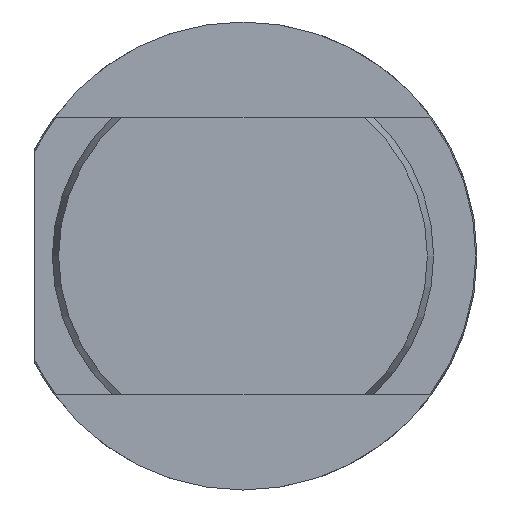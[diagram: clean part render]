
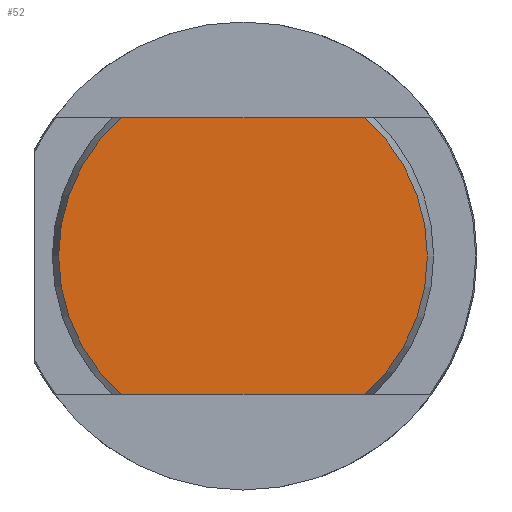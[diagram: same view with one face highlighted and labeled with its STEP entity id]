
A CAD part, left-side view. The second image highlights one B-rep face of the part: STEP entity #52.
In plain terms, the highlighted planar face has unit normal (-1, 0, 0).
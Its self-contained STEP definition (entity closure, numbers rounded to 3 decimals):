
#52 = ADVANCED_FACE ( 'NONE', ( #790 ), #3390, .F. ) ;
#462 = ORIENTED_EDGE ( 'NONE', *, *, #1080, .F. ) ;
#463 = ORIENTED_EDGE ( 'NONE', *, *, #1094, .T. ) ;
#464 = ORIENTED_EDGE ( 'NONE', *, *, #1082, .F. ) ;
#465 = ORIENTED_EDGE ( 'NONE', *, *, #1081, .T. ) ;
#580 = EDGE_LOOP ( 'NONE', ( #465, #464, #463, #462 ) ) ;
#790 = FACE_OUTER_BOUND ( 'NONE', #580, .T. ) ;
#1080 = EDGE_CURVE ( 'NONE', #3047, #3210, #2590, .T. ) ;
#1081 = EDGE_CURVE ( 'NONE', #3047, #3048, #2527, .T. ) ;
#1082 = EDGE_CURVE ( 'NONE', #3215, #3048, #2456, .T. ) ;
#1094 = EDGE_CURVE ( 'NONE', #3215, #3210, #2457, .T. ) ;
#1343 = AXIS2_PLACEMENT_3D ( 'NONE', #3389, #3392, #3393 ) ;
#1464 = AXIS2_PLACEMENT_3D ( 'NONE', #3938, #3941, #3942 ) ;
#1469 = AXIS2_PLACEMENT_3D ( 'NONE', #3972, #3983, #3984 ) ;
#2176 = CARTESIAN_POINT ( 'NONE',  ( 0., 7.009, 8. ) ) ;
#2177 = CARTESIAN_POINT ( 'NONE',  ( 0., 7.009, -8. ) ) ;
#2336 = CARTESIAN_POINT ( 'NONE',  ( 0., -7.009, 8. ) ) ;
#2341 = CARTESIAN_POINT ( 'NONE',  ( 0., -7.009, -8. ) ) ;
#2456 = LINE ( 'NONE', #3935, #2583 ) ;
#2457 = CIRCLE ( 'NONE', #1469, 10.636 ) ;
#2524 = VECTOR ( 'NONE', #3939, 1000. ) ;
#2527 = CIRCLE ( 'NONE', #1464, 10.636 ) ;
#2583 = VECTOR ( 'NONE', #3944, 1000. ) ;
#2590 = LINE ( 'NONE', #3931, #2524 ) ;
#3047 = VERTEX_POINT ( 'NONE', #2176 ) ;
#3048 = VERTEX_POINT ( 'NONE', #2177 ) ;
#3210 = VERTEX_POINT ( 'NONE', #2336 ) ;
#3215 = VERTEX_POINT ( 'NONE', #2341 ) ;
#3389 = CARTESIAN_POINT ( 'NONE',  ( 0., 0., 0. ) ) ;
#3390 = PLANE ( 'NONE',  #1343 ) ;
#3392 = DIRECTION ( 'NONE',  ( 1., 0., 0. ) ) ;
#3393 = DIRECTION ( 'NONE',  ( 0., 0., -1. ) ) ;
#3931 = CARTESIAN_POINT ( 'NONE',  ( 0., 12.75, 8. ) ) ;
#3935 = CARTESIAN_POINT ( 'NONE',  ( 0., 12.75, -8. ) ) ;
#3938 = CARTESIAN_POINT ( 'NONE',  ( 0., 0., 0. ) ) ;
#3939 = DIRECTION ( 'NONE',  ( 0., -1., 0. ) ) ;
#3941 = DIRECTION ( 'NONE',  ( -1., 0., 0. ) ) ;
#3942 = DIRECTION ( 'NONE',  ( 0., 0., -1. ) ) ;
#3944 = DIRECTION ( 'NONE',  ( 0., 1., 0. ) ) ;
#3972 = CARTESIAN_POINT ( 'NONE',  ( 0., 0., 0. ) ) ;
#3983 = DIRECTION ( 'NONE',  ( -1., 0., 0. ) ) ;
#3984 = DIRECTION ( 'NONE',  ( 0., 0., -1. ) ) ;
